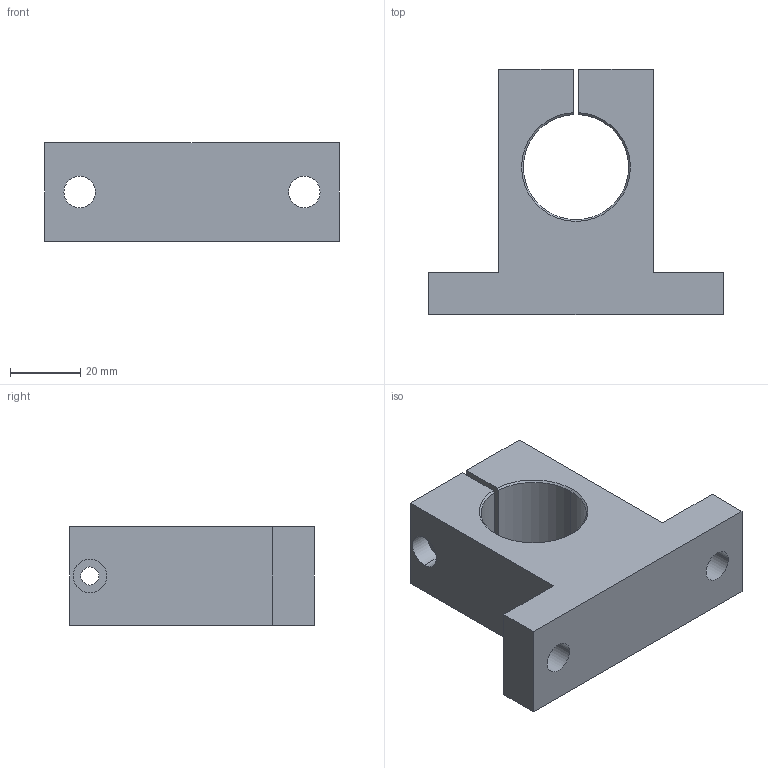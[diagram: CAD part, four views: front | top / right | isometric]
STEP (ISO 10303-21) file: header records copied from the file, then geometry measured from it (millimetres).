
FILE_DESCRIPTION (( 'STEP AP214' ), '1' );
FILE_NAME ('B0F41479351FD68EC2AD111CD588F2EC.step', '2023-08-28T03:01:07', ( '' ), ( 'Aliyun' ), 'STEP 2.0', 'fa-part.com', '' );
FILE_SCHEMA (( 'AUTOMOTIVE_DESIGN' ));
Length unit declared in the file: millimetre
Products named in the file (1): B0F41479351FD68EC2AD111CD588F2EC
Bounding box: 84 x 69.8 x 28 mm (x, y, z)
Volume: 76315.3 mm3; surface area: 18583.3 mm2
Topology: 1 solids, 1 shells, 33 faces, 86 edges, 56 vertices
Faces by surface type: plane 14, cylinder 13, cone 6
Entity records: 1074 total; most frequent: CARTESIAN_POINT 188, DIRECTION 182, ORIENTED_EDGE 172, EDGE_CURVE 86, AXIS2_PLACEMENT_3D 66, VERTEX_POINT 56, LINE 50, VECTOR 50
